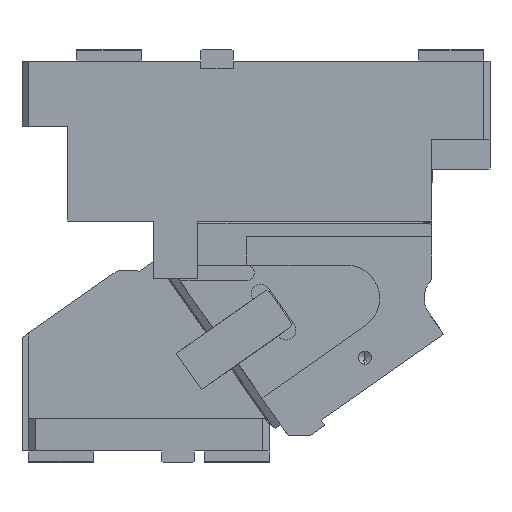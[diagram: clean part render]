
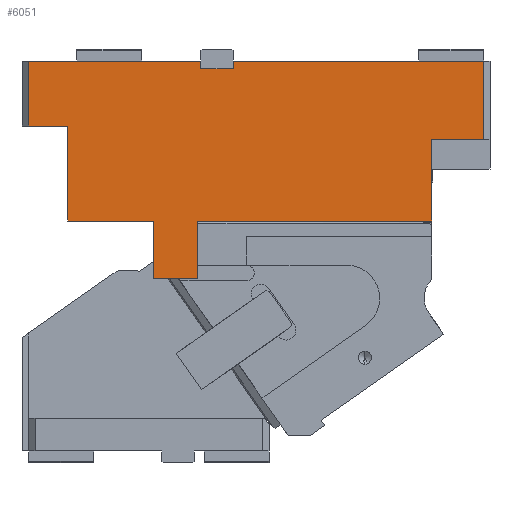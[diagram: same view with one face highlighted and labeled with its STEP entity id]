
A CAD part, front view. The second image highlights one B-rep face of the part: STEP entity #6051.
In plain terms, the highlighted planar face has unit normal (0, -1, 0).
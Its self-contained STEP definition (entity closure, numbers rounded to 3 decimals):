
#401=CARTESIAN_POINT('Vertex',(162.5,-82.5,0.)) ;
#404=CARTESIAN_POINT('Line Origine',(258.75,-82.5,0.)) ;
#408=CARTESIAN_POINT('Vertex',(355.,-82.5,0.)) ;
#1060=CARTESIAN_POINT('Vertex',(100.77,-82.5,-167.58)) ;
#1063=CARTESIAN_POINT('Line Origine',(100.77,-82.5,-145.33)) ;
#1067=CARTESIAN_POINT('Vertex',(100.77,-82.5,-123.08)) ;
#1093=CARTESIAN_POINT('Vertex',(134.77,-82.5,-167.58)) ;
#1096=CARTESIAN_POINT('Line Origine',(117.77,-82.5,-167.58)) ;
#1117=CARTESIAN_POINT('Vertex',(134.77,-82.5,-123.08)) ;
#1120=CARTESIAN_POINT('Line Origine',(134.77,-82.5,-145.33)) ;
#2598=CARTESIAN_POINT('Vertex',(35.27,-82.5,-123.08)) ;
#2601=CARTESIAN_POINT('Line Origine',(35.27,-82.5,-108.08)) ;
#2605=CARTESIAN_POINT('Vertex',(35.27,-82.5,-93.08)) ;
#2645=CARTESIAN_POINT('Line Origine',(35.135,-82.5,-93.08)) ;
#2649=CARTESIAN_POINT('Vertex',(35.,-82.5,-93.08)) ;
#2786=CARTESIAN_POINT('Vertex',(5.,-82.5,-50.)) ;
#2789=CARTESIAN_POINT('Line Origine',(5.,-82.5,-25.)) ;
#2793=CARTESIAN_POINT('Vertex',(5.,-82.5,0.)) ;
#2813=CARTESIAN_POINT('Line Origine',(20.,-82.5,-50.)) ;
#2817=CARTESIAN_POINT('Vertex',(35.,-82.5,-50.)) ;
#4215=CARTESIAN_POINT('Vertex',(137.5,-82.5,0.)) ;
#4218=CARTESIAN_POINT('Line Origine',(137.5,-82.5,-3.)) ;
#4222=CARTESIAN_POINT('Vertex',(137.5,-82.5,-6.)) ;
#4253=CARTESIAN_POINT('Vertex',(162.5,-82.5,-6.)) ;
#4256=CARTESIAN_POINT('Line Origine',(162.5,-82.5,-3.)) ;
#4273=CARTESIAN_POINT('Line Origine',(150.,-82.5,-6.)) ;
#4677=CARTESIAN_POINT('Line Origine',(71.25,-82.5,0.)) ;
#4992=CARTESIAN_POINT('Line Origine',(35.,-82.5,-71.54)) ;
#5694=CARTESIAN_POINT('Vertex',(315.27,-82.5,-123.08)) ;
#5697=CARTESIAN_POINT('Line Origine',(225.02,-82.5,-123.08)) ;
#5702=CARTESIAN_POINT('Line Origine',(68.02,-82.5,-123.08)) ;
#5753=CARTESIAN_POINT('Line Origine',(355.,-82.5,-30.05)) ;
#5757=CARTESIAN_POINT('Vertex',(355.,-82.5,-60.1)) ;
#5961=CARTESIAN_POINT('Vertex',(315.27,-82.5,-60.1)) ;
#5978=CARTESIAN_POINT('Line Origine',(335.135,-82.5,-60.1)) ;
#6000=CARTESIAN_POINT('Line Origine',(315.27,-82.5,-91.59)) ;
#6026=CARTESIAN_POINT('Axis2P3D Location',(0.,-82.5,0.)) ;
#405=DIRECTION('Vector Direction',(1.,0.,0.)) ;
#1064=DIRECTION('Vector Direction',(0.,0.,1.)) ;
#1097=DIRECTION('Vector Direction',(1.,0.,0.)) ;
#1121=DIRECTION('Vector Direction',(0.,0.,1.)) ;
#2602=DIRECTION('Vector Direction',(0.,0.,1.)) ;
#2646=DIRECTION('Vector Direction',(-1.,0.,0.)) ;
#2790=DIRECTION('Vector Direction',(0.,0.,-1.)) ;
#2814=DIRECTION('Vector Direction',(1.,0.,0.)) ;
#4219=DIRECTION('Vector Direction',(0.,0.,1.)) ;
#4257=DIRECTION('Vector Direction',(0.,0.,-1.)) ;
#4274=DIRECTION('Vector Direction',(1.,0.,0.)) ;
#4678=DIRECTION('Vector Direction',(1.,0.,0.)) ;
#4993=DIRECTION('Vector Direction',(0.,0.,-1.)) ;
#5698=DIRECTION('Vector Direction',(-1.,0.,0.)) ;
#5703=DIRECTION('Vector Direction',(-1.,0.,0.)) ;
#5754=DIRECTION('Vector Direction',(0.,0.,1.)) ;
#5979=DIRECTION('Vector Direction',(1.,0.,0.)) ;
#6001=DIRECTION('Vector Direction',(0.,0.,-1.)) ;
#6027=DIRECTION('Axis2P3D Direction',(0.,1.,0.)) ;
#6028=DIRECTION('Axis2P3D XDirection',(0.,0.,1.)) ;
#6029=AXIS2_PLACEMENT_3D('Plane Axis2P3D',#6026,#6027,#6028) ;
#6032=ORIENTED_EDGE('',*,*,#5701,.T.) ;
#6033=ORIENTED_EDGE('',*,*,#6004,.T.) ;
#6034=ORIENTED_EDGE('',*,*,#5982,.T.) ;
#6035=ORIENTED_EDGE('',*,*,#5759,.T.) ;
#6036=ORIENTED_EDGE('',*,*,#410,.F.) ;
#6037=ORIENTED_EDGE('',*,*,#4260,.T.) ;
#6038=ORIENTED_EDGE('',*,*,#4277,.F.) ;
#6039=ORIENTED_EDGE('',*,*,#4224,.T.) ;
#6040=ORIENTED_EDGE('',*,*,#4681,.F.) ;
#6041=ORIENTED_EDGE('',*,*,#2795,.T.) ;
#6042=ORIENTED_EDGE('',*,*,#2819,.T.) ;
#6043=ORIENTED_EDGE('',*,*,#4996,.T.) ;
#6044=ORIENTED_EDGE('',*,*,#2651,.F.) ;
#6045=ORIENTED_EDGE('',*,*,#2607,.T.) ;
#6046=ORIENTED_EDGE('',*,*,#5706,.T.) ;
#6047=ORIENTED_EDGE('',*,*,#1069,.F.) ;
#6048=ORIENTED_EDGE('',*,*,#1100,.T.) ;
#6049=ORIENTED_EDGE('',*,*,#1124,.T.) ;
#406=VECTOR('Line Direction',#405,1.) ;
#1065=VECTOR('Line Direction',#1064,1.) ;
#1098=VECTOR('Line Direction',#1097,1.) ;
#1122=VECTOR('Line Direction',#1121,1.) ;
#2603=VECTOR('Line Direction',#2602,1.) ;
#2647=VECTOR('Line Direction',#2646,1.) ;
#2791=VECTOR('Line Direction',#2790,1.) ;
#2815=VECTOR('Line Direction',#2814,1.) ;
#4220=VECTOR('Line Direction',#4219,1.) ;
#4258=VECTOR('Line Direction',#4257,1.) ;
#4275=VECTOR('Line Direction',#4274,1.) ;
#4679=VECTOR('Line Direction',#4678,1.) ;
#4994=VECTOR('Line Direction',#4993,1.) ;
#5699=VECTOR('Line Direction',#5698,1.) ;
#5704=VECTOR('Line Direction',#5703,1.) ;
#5755=VECTOR('Line Direction',#5754,1.) ;
#5980=VECTOR('Line Direction',#5979,1.) ;
#6002=VECTOR('Line Direction',#6001,1.) ;
#6051=ADVANCED_FACE('CAM HOLDER',(#6050),#6030,.F.) ;
#410=EDGE_CURVE('',#402,#409,#407,.T.) ;
#1069=EDGE_CURVE('',#1061,#1068,#1066,.T.) ;
#1100=EDGE_CURVE('',#1061,#1094,#1099,.T.) ;
#1124=EDGE_CURVE('',#1094,#1118,#1123,.T.) ;
#2607=EDGE_CURVE('',#2606,#2599,#2604,.F.) ;
#2651=EDGE_CURVE('',#2606,#2650,#2648,.T.) ;
#2795=EDGE_CURVE('',#2794,#2787,#2792,.T.) ;
#2819=EDGE_CURVE('',#2787,#2818,#2816,.T.) ;
#4224=EDGE_CURVE('',#4223,#4216,#4221,.T.) ;
#4260=EDGE_CURVE('',#402,#4254,#4259,.T.) ;
#4277=EDGE_CURVE('',#4223,#4254,#4276,.T.) ;
#4681=EDGE_CURVE('',#2794,#4216,#4680,.T.) ;
#4996=EDGE_CURVE('',#2818,#2650,#4995,.T.) ;
#5701=EDGE_CURVE('',#1118,#5695,#5700,.F.) ;
#5706=EDGE_CURVE('',#2599,#1068,#5705,.F.) ;
#5759=EDGE_CURVE('',#5758,#409,#5756,.T.) ;
#5982=EDGE_CURVE('',#5962,#5758,#5981,.T.) ;
#6004=EDGE_CURVE('',#5695,#5962,#6003,.F.) ;
#6031=EDGE_LOOP('',(#6032,#6033,#6034,#6035,#6036,#6037,#6038,#6039,#6040,#6041,#6042,#6043,#6044,#6045,#6046,#6047,#6048,#6049)) ;
#6050=FACE_OUTER_BOUND('',#6031,.T.) ;
#407=LINE('Line',#404,#406) ;
#1066=LINE('Line',#1063,#1065) ;
#1099=LINE('Line',#1096,#1098) ;
#1123=LINE('Line',#1120,#1122) ;
#2604=LINE('Line',#2601,#2603) ;
#2648=LINE('Line',#2645,#2647) ;
#2792=LINE('Line',#2789,#2791) ;
#2816=LINE('Line',#2813,#2815) ;
#4221=LINE('Line',#4218,#4220) ;
#4259=LINE('Line',#4256,#4258) ;
#4276=LINE('Line',#4273,#4275) ;
#4680=LINE('Line',#4677,#4679) ;
#4995=LINE('Line',#4992,#4994) ;
#5700=LINE('Line',#5697,#5699) ;
#5705=LINE('Line',#5702,#5704) ;
#5756=LINE('Line',#5753,#5755) ;
#5981=LINE('Line',#5978,#5980) ;
#6003=LINE('Line',#6000,#6002) ;
#6030=PLANE('Plane',#6029) ;
#402=VERTEX_POINT('',#401) ;
#409=VERTEX_POINT('',#408) ;
#1061=VERTEX_POINT('',#1060) ;
#1068=VERTEX_POINT('',#1067) ;
#1094=VERTEX_POINT('',#1093) ;
#1118=VERTEX_POINT('',#1117) ;
#2599=VERTEX_POINT('',#2598) ;
#2606=VERTEX_POINT('',#2605) ;
#2650=VERTEX_POINT('',#2649) ;
#2787=VERTEX_POINT('',#2786) ;
#2794=VERTEX_POINT('',#2793) ;
#2818=VERTEX_POINT('',#2817) ;
#4216=VERTEX_POINT('',#4215) ;
#4223=VERTEX_POINT('',#4222) ;
#4254=VERTEX_POINT('',#4253) ;
#5695=VERTEX_POINT('',#5694) ;
#5758=VERTEX_POINT('',#5757) ;
#5962=VERTEX_POINT('',#5961) ;
